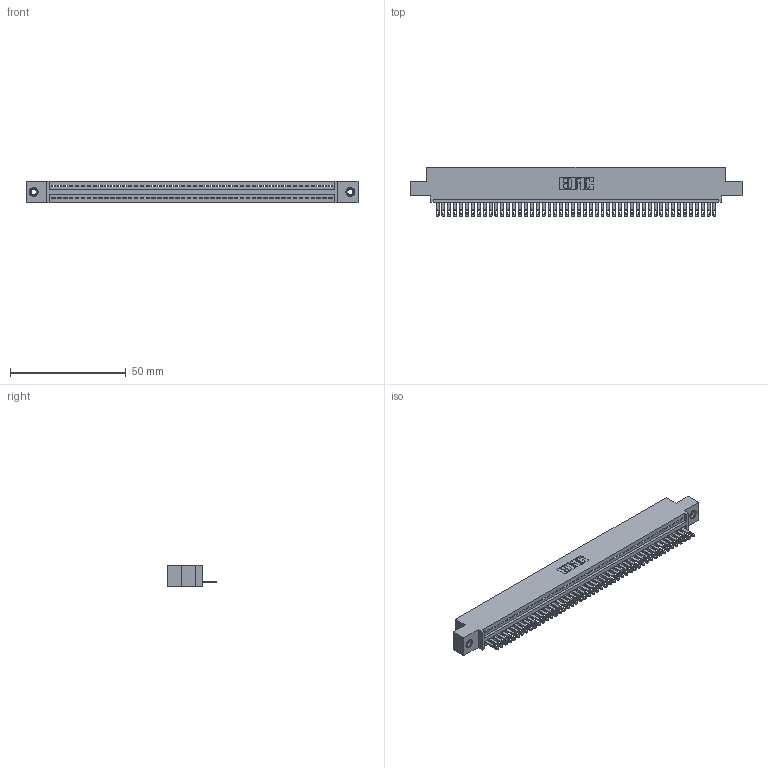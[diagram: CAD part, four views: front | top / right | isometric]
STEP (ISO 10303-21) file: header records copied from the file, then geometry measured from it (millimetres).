
FILE_DESCRIPTION (( 'STEP AP203' ), '1' );
FILE_NAME ('895-048-500-408.STEP', '2020-09-27T06:50:16', ( '' ), ( '' ), 'SwSTEP 2.0', 'SolidWorks 2020', '' );
FILE_SCHEMA (( 'CONFIG_CONTROL_DESIGN' ));
Length unit declared in the file: inch
Products named in the file (4): 345-292-001_345-293-100; 845 Part_0.110 Offset - 0.156 Dia-TI; 895-048-500-408; 345-250-001_345-250-003-102
Assembly tree (51 placements, depth 2):
  895-048-500-408
    845 Part_0.110 Offset - 0.156 Dia-TI
    345-292-001_345-293-100  x48
    345-250-001_345-250-003-102  x2
Bounding box: 143.13 x 21.51 x 9.4 mm (x, y, z)
Volume: 13593.5 mm3; surface area: 18354.9 mm2
Topology: 51 solids, 51 shells, 2782 faces, 8553 edges, 5694 vertices
Faces by surface type: plane 1748, cylinder 1018, cone 12, torus 4
Entity records: 36566 total; most frequent: CARTESIAN_POINT 6315, ORIENTED_EDGE 6290, DIRECTION 5535, EDGE_CURVE 3145, VECTOR 2797, LINE 2797, VERTEX_POINT 2092, AXIS2_PLACEMENT_3D 1369
